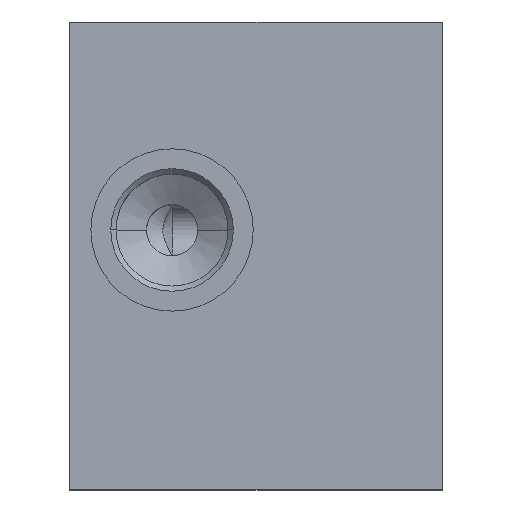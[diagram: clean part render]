
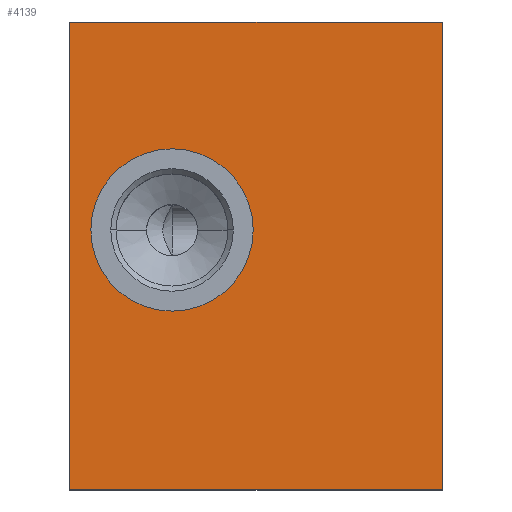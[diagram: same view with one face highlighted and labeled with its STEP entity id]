
A CAD part, top view. The second image highlights one B-rep face of the part: STEP entity #4139.
In plain terms, the highlighted planar face has unit normal (0, 0, 1).
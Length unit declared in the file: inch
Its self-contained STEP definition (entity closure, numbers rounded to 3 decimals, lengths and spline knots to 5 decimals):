
#477=DIRECTION('',(0.,-1.,0.));
#478=VECTOR('',#477,4.);
#479=CARTESIAN_POINT('',(0.,0.,4.5));
#480=LINE('',#479,#478);
#481=DIRECTION('',(-1.,0.,0.));
#482=VECTOR('',#481,3.188);
#483=CARTESIAN_POINT('',(3.188,0.,4.5));
#484=LINE('',#483,#482);
#485=DIRECTION('',(0.,1.,0.));
#486=VECTOR('',#485,4.);
#487=CARTESIAN_POINT('',(3.188,-4.,4.5));
#488=LINE('',#487,#486);
#489=DIRECTION('',(1.,0.,0.));
#490=VECTOR('',#489,3.188);
#491=CARTESIAN_POINT('',(0.,-4.,4.5));
#492=LINE('',#491,#490);
#493=CARTESIAN_POINT('',(0.875,-1.781,4.5));
#494=DIRECTION('',(0.,0.,-1.));
#495=DIRECTION('',(-1.,0.,0.));
#496=AXIS2_PLACEMENT_3D('',#493,#494,#495);
#498=CARTESIAN_POINT('',(0.875,-1.781,4.5));
#499=DIRECTION('',(0.,0.,-1.));
#500=DIRECTION('',(1.,0.,0.));
#501=AXIS2_PLACEMENT_3D('',#498,#499,#500);
#3445=CARTESIAN_POINT('',(0.,0.,4.5));
#3446=CARTESIAN_POINT('',(0.,-4.,4.5));
#3447=VERTEX_POINT('',#3445);
#3448=VERTEX_POINT('',#3446);
#3449=CARTESIAN_POINT('',(3.188,-4.,4.5));
#3450=VERTEX_POINT('',#3449);
#3451=CARTESIAN_POINT('',(3.188,0.,4.5));
#3452=VERTEX_POINT('',#3451);
#3896=CARTESIAN_POINT('',(0.18,-1.781,4.5));
#3897=CARTESIAN_POINT('',(1.57,-1.781,4.5));
#3898=VERTEX_POINT('',#3896);
#3899=VERTEX_POINT('',#3897);
#4122=CARTESIAN_POINT('',(0.,0.,4.5));
#4123=DIRECTION('',(0.,0.,1.));
#4124=DIRECTION('',(1.,0.,0.));
#4125=AXIS2_PLACEMENT_3D('',#4122,#4123,#4124);
#4126=PLANE('',#4125);
#4127=ORIENTED_EDGE('',*,*,#3954,.F.);
#4128=ORIENTED_EDGE('',*,*,#3993,.F.);
#4129=ORIENTED_EDGE('',*,*,#4019,.F.);
#4130=ORIENTED_EDGE('',*,*,#4104,.F.);
#4131=EDGE_LOOP('',(#4127,#4128,#4129,#4130));
#4132=FACE_OUTER_BOUND('',#4131,.F.);
#4134=ORIENTED_EDGE('',*,*,#4133,.F.);
#4136=ORIENTED_EDGE('',*,*,#4135,.F.);
#4137=EDGE_LOOP('',(#4134,#4136));
#4138=FACE_BOUND('',#4137,.F.);
#4139=ADVANCED_FACE('',(#4132,#4138),#4126,.T.);
#497=CIRCLE('',#496,0.695);
#502=CIRCLE('',#501,0.695);
#3954=EDGE_CURVE('',#3447,#3448,#480,.T.);
#3993=EDGE_CURVE('',#3452,#3447,#484,.T.);
#4019=EDGE_CURVE('',#3450,#3452,#488,.T.);
#4104=EDGE_CURVE('',#3448,#3450,#492,.T.);
#4133=EDGE_CURVE('',#3898,#3899,#497,.T.);
#4135=EDGE_CURVE('',#3899,#3898,#502,.T.);
